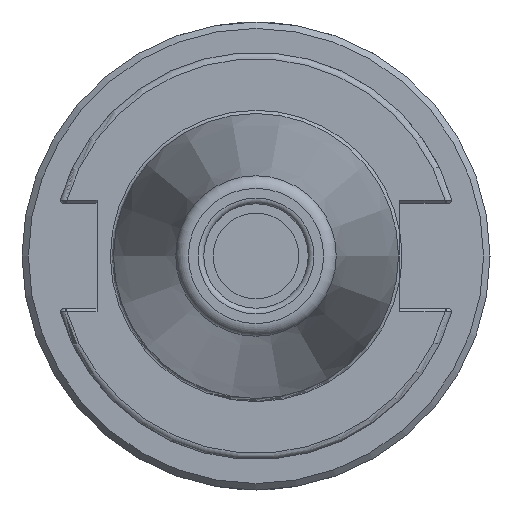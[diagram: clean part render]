
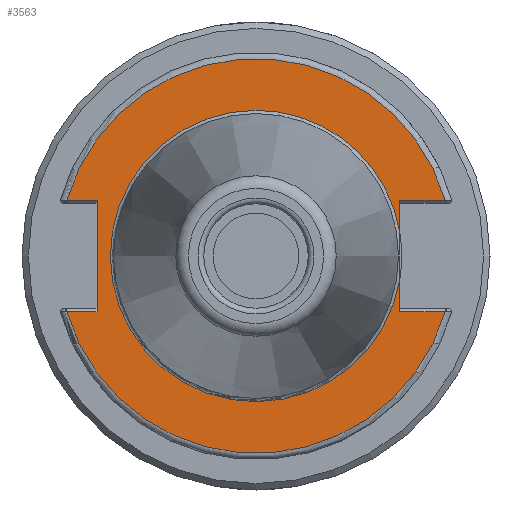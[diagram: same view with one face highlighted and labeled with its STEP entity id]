
A CAD part, left-side view. The second image highlights one B-rep face of the part: STEP entity #3563.
In plain terms, the highlighted planar face has unit normal (-1, 0, 0).
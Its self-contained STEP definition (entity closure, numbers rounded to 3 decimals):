
#219=CIRCLE('',#3868,30.775);
#220=CIRCLE('',#3870,22.725);
#221=CIRCLE('',#3871,22.725);
#222=CIRCLE('',#3872,30.775);
#393=FACE_OUTER_BOUND('',#616,.T.);
#616=EDGE_LOOP('',(#2556,#2557,#2558,#2559,#2560,#2561,#2562,#2563,#2564,
#2565,#2566));
#868=LINE('',#5534,#1168);
#870=LINE('',#5602,#1170);
#871=LINE('',#5608,#1171);
#872=LINE('',#5610,#1172);
#873=LINE('',#5614,#1173);
#874=LINE('',#5616,#1174);
#875=LINE('',#5617,#1175);
#1168=VECTOR('',#4389,10.);
#1170=VECTOR('',#4407,10.);
#1171=VECTOR('',#4412,10.);
#1172=VECTOR('',#4413,10.);
#1173=VECTOR('',#4416,10.);
#1174=VECTOR('',#4417,10.);
#1175=VECTOR('',#4418,10.);
#1508=VERTEX_POINT('',#5527);
#1511=VERTEX_POINT('',#5532);
#1517=VERTEX_POINT('',#5580);
#1519=VERTEX_POINT('',#5601);
#1520=VERTEX_POINT('',#5603);
#1521=VERTEX_POINT('',#5605);
#1522=VERTEX_POINT('',#5607);
#1523=VERTEX_POINT('',#5609);
#1524=VERTEX_POINT('',#5611);
#1525=VERTEX_POINT('',#5613);
#1526=VERTEX_POINT('',#5615);
#1892=EDGE_CURVE('',#1511,#1508,#868,.T.);
#1902=EDGE_CURVE('',#1508,#1517,#219,.T.);
#1905=EDGE_CURVE('',#1511,#1519,#870,.T.);
#1906=EDGE_CURVE('',#1519,#1520,#220,.T.);
#1907=EDGE_CURVE('',#1520,#1521,#221,.T.);
#1908=EDGE_CURVE('',#1521,#1522,#871,.T.);
#1909=EDGE_CURVE('',#1523,#1522,#872,.T.);
#1910=EDGE_CURVE('',#1524,#1523,#222,.T.);
#1911=EDGE_CURVE('',#1525,#1524,#873,.T.);
#1912=EDGE_CURVE('',#1525,#1526,#874,.T.);
#1913=EDGE_CURVE('',#1517,#1526,#875,.T.);
#2556=ORIENTED_EDGE('',*,*,#1892,.F.);
#2557=ORIENTED_EDGE('',*,*,#1905,.T.);
#2558=ORIENTED_EDGE('',*,*,#1906,.T.);
#2559=ORIENTED_EDGE('',*,*,#1907,.T.);
#2560=ORIENTED_EDGE('',*,*,#1908,.T.);
#2561=ORIENTED_EDGE('',*,*,#1909,.F.);
#2562=ORIENTED_EDGE('',*,*,#1910,.F.);
#2563=ORIENTED_EDGE('',*,*,#1911,.F.);
#2564=ORIENTED_EDGE('',*,*,#1912,.T.);
#2565=ORIENTED_EDGE('',*,*,#1913,.F.);
#2566=ORIENTED_EDGE('',*,*,#1902,.F.);
#3407=PLANE('',#3869);
#3563=ADVANCED_FACE('',(#393),#3407,.T.);
#3868=AXIS2_PLACEMENT_3D('',#5581,#4403,#4404);
#3869=AXIS2_PLACEMENT_3D('',#5600,#4405,#4406);
#3870=AXIS2_PLACEMENT_3D('',#5604,#4408,#4409);
#3871=AXIS2_PLACEMENT_3D('',#5606,#4410,#4411);
#3872=AXIS2_PLACEMENT_3D('',#5612,#4414,#4415);
#4389=DIRECTION('',(0.,-1.,0.));
#4403=DIRECTION('center_axis',(1.,0.,0.));
#4404=DIRECTION('ref_axis',(0.,0.,-1.));
#4405=DIRECTION('center_axis',(-1.,0.,0.));
#4406=DIRECTION('ref_axis',(0.,0.,1.));
#4407=DIRECTION('',(0.,0.,1.));
#4408=DIRECTION('center_axis',(1.,0.,0.));
#4409=DIRECTION('ref_axis',(0.,0.,-1.));
#4410=DIRECTION('center_axis',(1.,0.,0.));
#4411=DIRECTION('ref_axis',(0.,0.,-1.));
#4412=DIRECTION('',(0.,0.,1.));
#4413=DIRECTION('',(0.,1.,0.));
#4414=DIRECTION('center_axis',(1.,0.,0.));
#4415=DIRECTION('ref_axis',(0.,0.,-1.));
#4416=DIRECTION('',(0.,1.,0.));
#4417=DIRECTION('',(0.,0.,-1.));
#4418=DIRECTION('',(0.,-1.,0.));
#5527=CARTESIAN_POINT('',(1.,-29.523,-8.69));
#5532=CARTESIAN_POINT('',(1.,-22.41,-8.69));
#5534=CARTESIAN_POINT('',(1.,-4.878,-8.69));
#5580=CARTESIAN_POINT('',(1.,29.523,-8.69));
#5581=CARTESIAN_POINT('Origin',(1.,0.,0.));
#5600=CARTESIAN_POINT('Origin',(1.,30.775,0.));
#5601=CARTESIAN_POINT('',(1.,-22.41,-3.771));
#5602=CARTESIAN_POINT('',(1.,-22.41,-4.095));
#5603=CARTESIAN_POINT('',(1.,0.,22.725));
#5604=CARTESIAN_POINT('Origin',(1.,0.,
0.));
#5605=CARTESIAN_POINT('',(1.,-22.41,3.771));
#5606=CARTESIAN_POINT('Origin',(1.,0.,
0.));
#5607=CARTESIAN_POINT('',(1.,-22.41,8.69));
#5608=CARTESIAN_POINT('',(1.,-22.41,-4.095));
#5609=CARTESIAN_POINT('',(1.,-29.523,8.69));
#5610=CARTESIAN_POINT('',(1.,4.182,8.69));
#5611=CARTESIAN_POINT('',(1.,29.523,8.69));
#5612=CARTESIAN_POINT('Origin',(1.,0.,0.));
#5613=CARTESIAN_POINT('',(1.,24.8,8.69));
#5614=CARTESIAN_POINT('',(1.,32.958,8.69));
#5615=CARTESIAN_POINT('',(1.,24.8,-8.69));
#5616=CARTESIAN_POINT('',(1.,24.8,4.095));
#5617=CARTESIAN_POINT('',(1.,27.788,-8.69));
